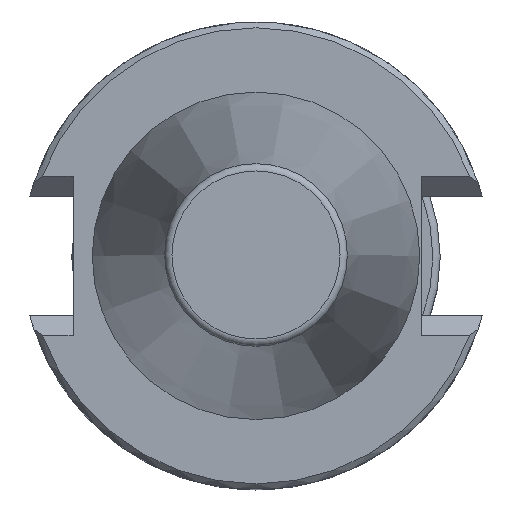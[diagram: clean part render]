
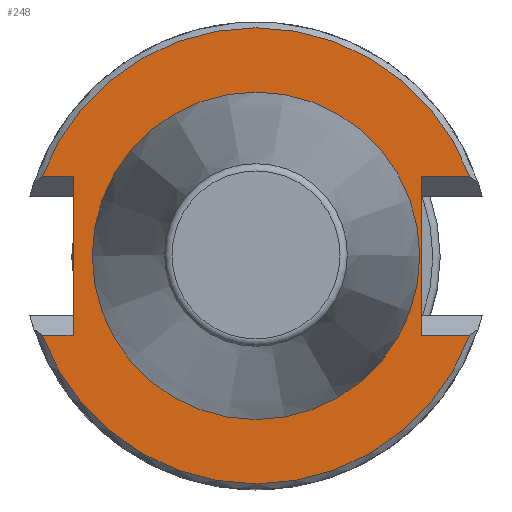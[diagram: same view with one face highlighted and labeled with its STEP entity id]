
A CAD part, top view. The second image highlights one B-rep face of the part: STEP entity #248.
In plain terms, the highlighted planar face has unit normal (0, 0, 1).
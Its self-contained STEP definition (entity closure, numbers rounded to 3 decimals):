
#50=PLANE('',#898);
#111=LINE('',#1372,#156);
#114=LINE('',#1377,#159);
#116=LINE('',#1381,#161);
#117=LINE('',#1395,#162);
#128=LINE('',#1416,#173);
#129=LINE('',#1418,#174);
#156=VECTOR('',#1066,1.);
#159=VECTOR('',#1071,1.);
#161=VECTOR('',#1075,1.);
#162=VECTOR('',#1082,1.);
#173=VECTOR('',#1101,1.);
#174=VECTOR('',#1104,1.);
#248=ADVANCED_FACE('CU_FL_SU_5',(#283,#284),#50,.F.);
#283=FACE_BOUND('',#346,.T.);
#284=FACE_BOUND('',#347,.T.);
#346=EDGE_LOOP('',(#547));
#347=EDGE_LOOP('',(#548,#549,#550,#551,#552,#553,#554,#555));
#547=ORIENTED_EDGE('',*,*,#750,.F.);
#548=ORIENTED_EDGE('',*,*,#748,.T.);
#549=ORIENTED_EDGE('',*,*,#749,.T.);
#550=ORIENTED_EDGE('',*,*,#737,.T.);
#551=ORIENTED_EDGE('',*,*,#735,.T.);
#552=ORIENTED_EDGE('',*,*,#733,.F.);
#553=ORIENTED_EDGE('',*,*,#731,.F.);
#554=ORIENTED_EDGE('',*,*,#728,.F.);
#555=ORIENTED_EDGE('',*,*,#726,.T.);
#634=VERTEX_POINT('',#1364);
#635=VERTEX_POINT('',#1366);
#636=VERTEX_POINT('',#1373);
#637=VERTEX_POINT('',#1378);
#638=VERTEX_POINT('',#1382);
#639=VERTEX_POINT('',#1389);
#640=VERTEX_POINT('',#1396);
#645=VERTEX_POINT('',#1415);
#646=VERTEX_POINT('',#1421);
#726=EDGE_CURVE('',#635,#634,#786,.T.);
#728=EDGE_CURVE('',#635,#636,#111,.T.);
#731=EDGE_CURVE('',#636,#637,#114,.T.);
#733=EDGE_CURVE('',#637,#638,#116,.T.);
#735=EDGE_CURVE('',#639,#638,#787,.T.);
#737=EDGE_CURVE('',#640,#639,#117,.T.);
#748=EDGE_CURVE('',#634,#645,#128,.T.);
#749=EDGE_CURVE('',#645,#640,#129,.T.);
#750=EDGE_CURVE('',#646,#646,#788,.T.);
#786=CIRCLE('',#884,30.95);
#787=CIRCLE('',#889,30.95);
#788=CIRCLE('',#897,21.925);
#884=AXIS2_PLACEMENT_3D('',#1365,#1062,#1063);
#889=AXIS2_PLACEMENT_3D('',#1388,#1078,#1079);
#897=AXIS2_PLACEMENT_3D('',#1420,#1107,#1108);
#898=AXIS2_PLACEMENT_3D('',#1422,#1109,#1110);
#1062=DIRECTION('',(0.,0.,1.));
#1063=DIRECTION('',(-1.,0.,0.));
#1066=DIRECTION('',(1.,0.,0.));
#1071=DIRECTION('',(0.,1.,0.));
#1075=DIRECTION('',(-1.,0.,0.));
#1078=DIRECTION('',(0.,0.,1.));
#1079=DIRECTION('',(-1.,0.,0.));
#1082=DIRECTION('',(1.,0.,0.));
#1101=DIRECTION('',(-1.,0.,0.));
#1104=DIRECTION('',(0.,1.,0.));
#1107=DIRECTION('',(0.,0.,1.));
#1108=DIRECTION('',(-1.,0.,0.));
#1109=DIRECTION('',(0.,0.,-1.));
#1110=DIRECTION('',(-1.,0.,0.));
#1364=CARTESIAN_POINT('',(29.006,-10.795,-1.));
#1365=CARTESIAN_POINT('',(0.,0.,-1.));
#1366=CARTESIAN_POINT('',(-29.006,-10.795,-1.));
#1372=CARTESIAN_POINT('',(0.,-10.795,-1.));
#1373=CARTESIAN_POINT('',(-24.82,-10.795,-1.));
#1377=CARTESIAN_POINT('',(-24.82,21.925,-1.));
#1378=CARTESIAN_POINT('',(-24.82,10.795,-1.));
#1381=CARTESIAN_POINT('',(0.,10.795,-1.));
#1382=CARTESIAN_POINT('',(-29.006,10.795,-1.));
#1388=CARTESIAN_POINT('',(0.,0.,-1.));
#1389=CARTESIAN_POINT('',(29.006,10.795,-1.));
#1395=CARTESIAN_POINT('',(0.,10.795,-1.));
#1396=CARTESIAN_POINT('',(22.42,10.795,-1.));
#1415=CARTESIAN_POINT('',(22.42,-10.795,-1.));
#1416=CARTESIAN_POINT('',(0.,-10.795,-1.));
#1418=CARTESIAN_POINT('',(22.42,21.925,-1.));
#1420=CARTESIAN_POINT('',(0.,0.,-1.));
#1421=CARTESIAN_POINT('',(-21.925,0.,-1.));
#1422=CARTESIAN_POINT('',(0.,21.925,-1.));
